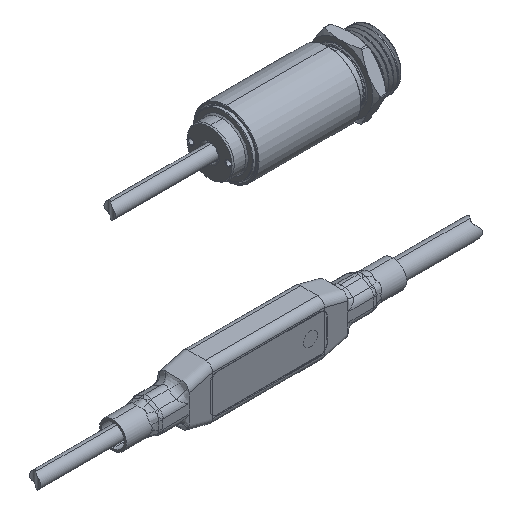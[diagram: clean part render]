
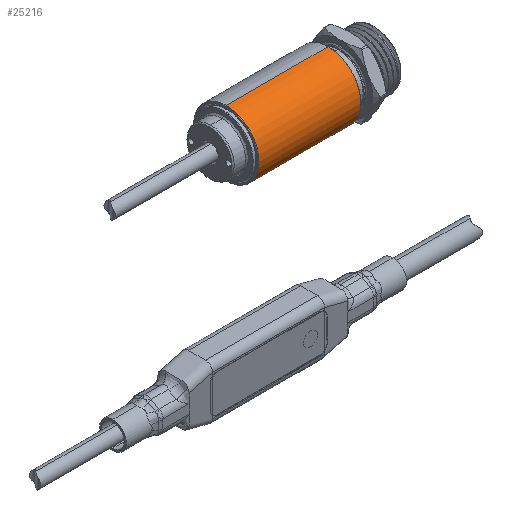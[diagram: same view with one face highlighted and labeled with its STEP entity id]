
A CAD part, isometric view. The second image highlights one B-rep face of the part: STEP entity #25216.
In plain terms, the highlighted cylindrical face has radius 7 mm (diameter 14 mm), a partial arc.
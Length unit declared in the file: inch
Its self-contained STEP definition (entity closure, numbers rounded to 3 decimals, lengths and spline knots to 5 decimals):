
#2076 = CARTESIAN_POINT ( 'NONE',  ( 1.61024, 0.23671, 1.50394 ) ) ;
#2273 = DIRECTION ( 'NONE',  ( 0., 0., 1. ) ) ;
#2586 = DIRECTION ( 'NONE',  ( 1., 0., 0. ) ) ;
#2727 = ORIENTED_EDGE ( 'NONE', *, *, #6512, .T. ) ;
#4107 = LINE ( 'NONE', #28741, #6480 ) ;
#4233 = LINE ( 'NONE', #28454, #36623 ) ;
#5424 = AXIS2_PLACEMENT_3D ( 'NONE', #2076, #23476, #2273 ) ;
#5930 = VERTEX_POINT ( 'NONE', #10525 ) ;
#6256 = DIRECTION ( 'NONE',  ( 0., 0., 1. ) ) ;
#6480 = VECTOR ( 'NONE', #15946, 39.37008 ) ;
#6512 = EDGE_CURVE ( 'NONE', #7342, #30116, #23006, .T. ) ;
#6768 = EDGE_LOOP ( 'NONE', ( #19055, #2727, #19193, #15894 ) ) ;
#6891 = EDGE_CURVE ( 'NONE', #7342, #5930, #4233, .T. ) ;
#7342 = VERTEX_POINT ( 'NONE', #13115 ) ;
#10525 = CARTESIAN_POINT ( 'NONE',  ( 0.75197, 0.23671, 1.22835 ) ) ;
#13115 = CARTESIAN_POINT ( 'NONE',  ( 1.61024, 0.23671, 1.22835 ) ) ;
#13152 = VERTEX_POINT ( 'NONE', #26091 ) ;
#13599 = DIRECTION ( 'NONE',  ( -1., 0., 0. ) ) ;
#13692 = CYLINDRICAL_SURFACE ( 'NONE', #19703, 0.27559 ) ;
#15894 = ORIENTED_EDGE ( 'NONE', *, *, #23377, .T. ) ;
#15946 = DIRECTION ( 'NONE',  ( -1., 0., 0. ) ) ;
#16759 = FACE_OUTER_BOUND ( 'NONE', #6768, .T. ) ;
#18657 = CARTESIAN_POINT ( 'NONE',  ( 1.61024, 0.23671, 1.77953 ) ) ;
#19055 = ORIENTED_EDGE ( 'NONE', *, *, #6891, .F. ) ;
#19193 = ORIENTED_EDGE ( 'NONE', *, *, #39319, .T. ) ;
#19703 = AXIS2_PLACEMENT_3D ( 'NONE', #29143, #26118, #38510 ) ;
#23006 = CIRCLE ( 'NONE', #5424, 0.27559 ) ;
#23377 = EDGE_CURVE ( 'NONE', #13152, #5930, #23570, .T. ) ;
#23476 = DIRECTION ( 'NONE',  ( -1., 0., 0. ) ) ;
#23570 = CIRCLE ( 'NONE', #33299, 0.27559 ) ;
#25216 = ADVANCED_FACE ( 'NONE', ( #16759 ), #13692, .T. ) ;
#26091 = CARTESIAN_POINT ( 'NONE',  ( 0.75197, 0.23671, 1.77953 ) ) ;
#26118 = DIRECTION ( 'NONE',  ( -1., 0., 0. ) ) ;
#28454 = CARTESIAN_POINT ( 'NONE',  ( 0.89119, 0.23671, 1.22835 ) ) ;
#28741 = CARTESIAN_POINT ( 'NONE',  ( 0.89119, 0.23671, 1.77953 ) ) ;
#29143 = CARTESIAN_POINT ( 'NONE',  ( 0.89119, 0.23671, 1.50394 ) ) ;
#30116 = VERTEX_POINT ( 'NONE', #18657 ) ;
#33299 = AXIS2_PLACEMENT_3D ( 'NONE', #37371, #2586, #6256 ) ;
#36623 = VECTOR ( 'NONE', #13599, 39.37008 ) ;
#37371 = CARTESIAN_POINT ( 'NONE',  ( 0.75197, 0.23671, 1.50394 ) ) ;
#38510 = DIRECTION ( 'NONE',  ( 0., 0., 1. ) ) ;
#39319 = EDGE_CURVE ( 'NONE', #30116, #13152, #4107, .T. ) ;
